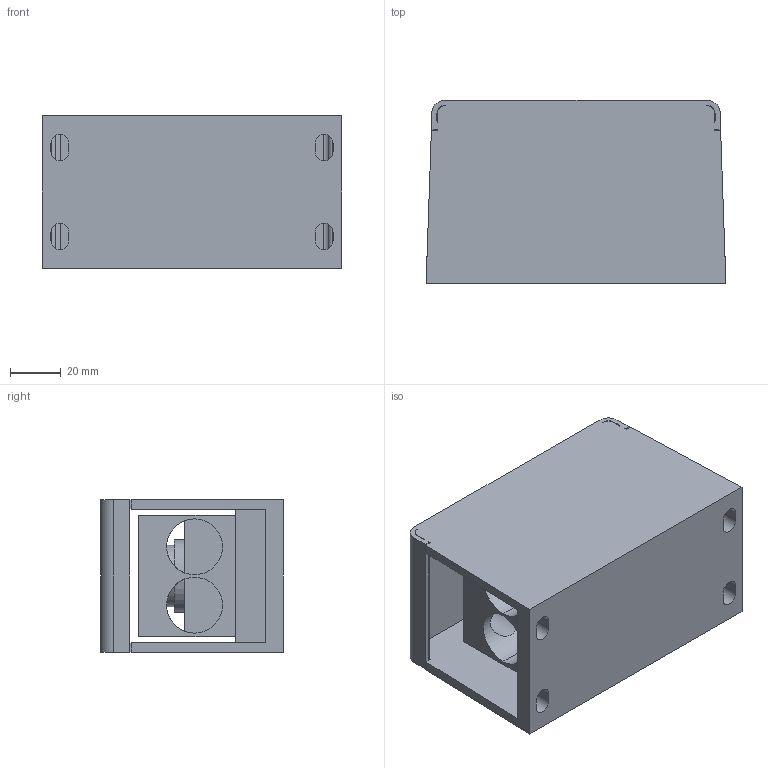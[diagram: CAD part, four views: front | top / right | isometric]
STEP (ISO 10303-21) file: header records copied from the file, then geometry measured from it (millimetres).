
FILE_DESCRIPTION((''),'2;1');
FILE_NAME('UJFX1-240B','2023-12-06T',('dell'),(''),'PRO/ENGINEER BY PARAMETRIC TECHNOLOGY CORPORATION, 2013230','PRO/ENGINEER BY PARAMETRIC TECHNOLOGY CORPORATION, 2013230','');
FILE_SCHEMA(('AUTOMOTIVE_DESIGN { 1 0 10303 214 1 1 1 1 }'));
Length unit declared in the file: millimetre
Products named in the file (1): UJFX1-240B
Bounding box: 118 x 72 x 60 mm (x, y, z)
Volume: 246392.4 mm3; surface area: 78323.1 mm2
Topology: 1 solids, 2 shells, 113 faces, 326 edges, 212 vertices
Faces by surface type: plane 75, cylinder 38
Entity records: 3965 total; most frequent: CARTESIAN_POINT 807, ORIENTED_EDGE 652, DIRECTION 632, EDGE_CURVE 326, VECTOR 222, LINE 222, VERTEX_POINT 212, AXIS2_PLACEMENT_3D 205
